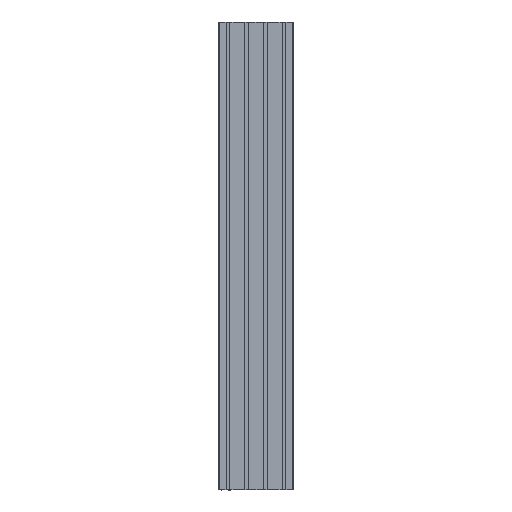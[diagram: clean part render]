
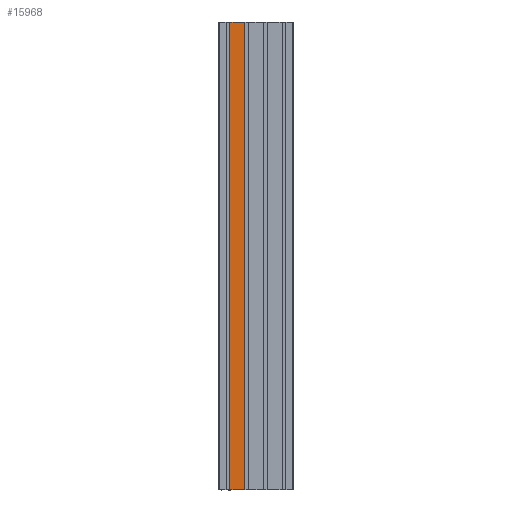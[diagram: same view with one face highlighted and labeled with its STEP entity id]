
A CAD part, front view. The second image highlights one B-rep face of the part: STEP entity #15968.
In plain terms, the highlighted planar face has unit normal (0, -1, 0).
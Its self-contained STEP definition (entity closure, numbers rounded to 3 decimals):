
#8162=ORIENTED_EDGE('',*,*,#11503,.T.);
#8163=ORIENTED_EDGE('',*,*,#11504,.F.);
#8164=ORIENTED_EDGE('',*,*,#11500,.F.);
#8165=ORIENTED_EDGE('',*,*,#11505,.T.);
#9534=VECTOR('',#13130,1.);
#9537=VECTOR('',#13135,1.);
#9538=VECTOR('',#13136,1.);
#9539=VECTOR('',#13137,1.);
#10258=LINE('',#14566,#9534);
#10261=LINE('',#14572,#9537);
#10262=LINE('',#14573,#9538);
#10263=LINE('',#14574,#9539);
#10858=VERTEX_POINT('',#14564);
#10859=VERTEX_POINT('',#14565);
#10860=VERTEX_POINT('',#14570);
#10861=VERTEX_POINT('',#14571);
#11500=EDGE_CURVE('',#10858,#10859,#10258,.T.);
#11503=EDGE_CURVE('',#10860,#10861,#10261,.T.);
#11504=EDGE_CURVE('',#10859,#10861,#10262,.T.);
#11505=EDGE_CURVE('',#10858,#10860,#10263,.T.);
#11994=EDGE_LOOP('',(#8162,#8163,#8164,#8165));
#12296=FACE_BOUND('',#11994,.T.);
#13130=DIRECTION('',(-1000.,0.,0.));
#13133=DIRECTION('',(0.,-1.,0.));
#13134=DIRECTION('',(-1.,0.,0.));
#13135=DIRECTION('',(-1000.,0.,0.));
#13136=DIRECTION('',(0.,0.,31.8));
#13137=DIRECTION('',(0.,0.,31.8));
#14564=CARTESIAN_POINT('',(1000.,-40.,-55.9));
#14565=CARTESIAN_POINT('',(0.,-40.,-55.9));
#14566=CARTESIAN_POINT('',(1000.,-40.,-55.9));
#14569=CARTESIAN_POINT('',(1000.,-40.,-24.1));
#14570=CARTESIAN_POINT('',(1000.,-40.,-24.1));
#14571=CARTESIAN_POINT('',(0.,-40.,-24.1));
#14572=CARTESIAN_POINT('',(1000.,-40.,-24.1));
#14573=CARTESIAN_POINT('',(0.,-40.,-55.9));
#14574=CARTESIAN_POINT('',(1000.,-40.,-55.9));
#15440=AXIS2_PLACEMENT_3D('',#14569,#13133,#13134);
#15723=PLANE('',#15440);
#15968=ADVANCED_FACE('',(#12296),#15723,.T.);
